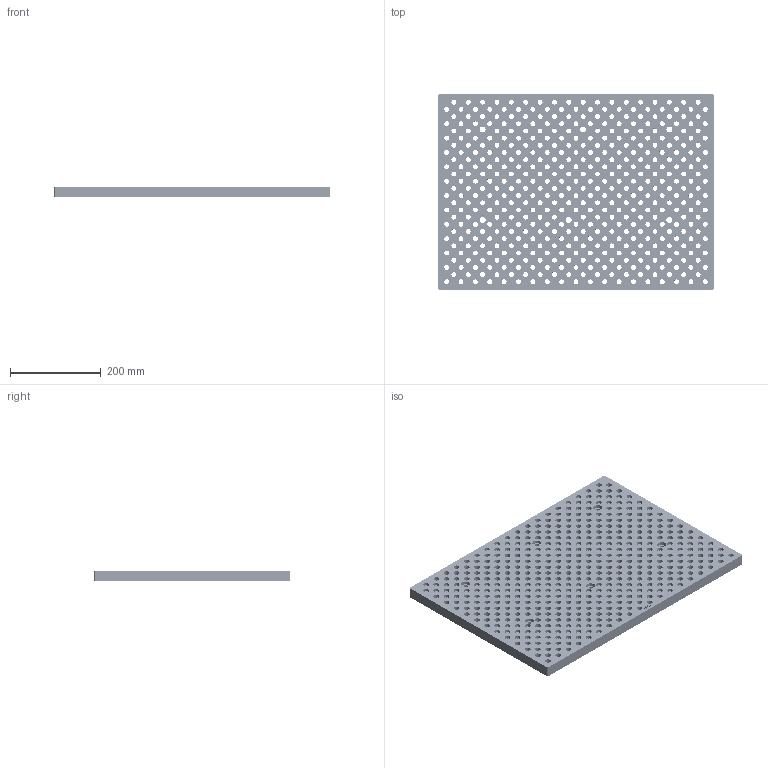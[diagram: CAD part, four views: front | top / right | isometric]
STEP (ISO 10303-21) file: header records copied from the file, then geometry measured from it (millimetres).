
FILE_DESCRIPTION(/* description */ (''),/* implementation_level */ '2;1');
FILE_NAME(/* name */ 'VM5i CAD Master.step',/* time_stamp */ '2026-02-16T10:26:56-05:00',/* author */ (''),/* organization */ (''),/* preprocessor_version */ 'ST-DEVELOPER v20.1',/* originating_system */ 'Autodesk Translation Framework v14.24.0.0',/* authorisation */ '');
FILE_SCHEMA (('AUTOMOTIVE_DESIGN { 1 0 10303 214 3 1 1 }'));
Length unit declared in the file: inch
Products named in the file (2): VM5i CAD Master; Fixture Plate
Assembly tree (1 placements, depth 2):
  VM5i CAD Master
    Fixture Plate
Bounding box: 609.6 x 431.8 x 24.13 mm (x, y, z)
Volume: 5166065.8 mm3; surface area: 902254.8 mm2
Topology: 1 solids, 1 shells, 1550 faces, 3189 edges, 2126 vertices
Faces by surface type: cylinder 971, plane 498, bspline 81
Full cylindrical faces by diameter (mm): 10.808 x475, 12.713 x475, 13.081 x6, 19.939 x6
Entity records: 45569 total; most frequent: CARTESIAN_POINT 9259, DIRECTION 7845, ORIENTED_EDGE 6378, AXIS2_PLACEMENT_3D 3414, EDGE_CURVE 3189, EDGE_LOOP 2997, VERTEX_POINT 2126, CIRCLE 1942
